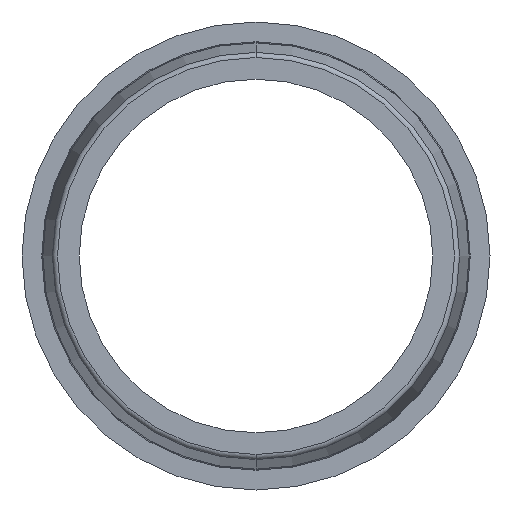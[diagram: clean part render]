
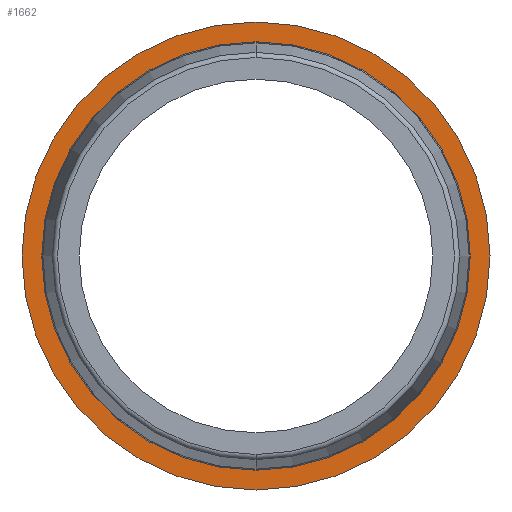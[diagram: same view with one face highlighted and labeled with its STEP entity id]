
A CAD part, front view. The second image highlights one B-rep face of the part: STEP entity #1662.
In plain terms, the highlighted planar face has unit normal (0, -1, 0).
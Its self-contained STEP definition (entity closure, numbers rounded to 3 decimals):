
#40 = CIRCLE ( 'NONE', #133, 22.5 ) ;
#42 = EDGE_CURVE ( 'NONE', #668, #269, #40, .T. ) ;
#104 = DIRECTION ( 'NONE',  ( 0., 0., 1. ) ) ;
#109 = CARTESIAN_POINT ( 'NONE',  ( 0., -1.5, 0. ) ) ;
#113 = AXIS2_PLACEMENT_3D ( 'NONE', #443, #1452, #602 ) ;
#133 = AXIS2_PLACEMENT_3D ( 'NONE', #1852, #991, #104 ) ;
#260 = DIRECTION ( 'NONE',  ( 0., 0., 1. ) ) ;
#269 = VERTEX_POINT ( 'NONE', #1822 ) ;
#285 = ORIENTED_EDGE ( 'NONE', *, *, #1102, .F. ) ;
#424 = CIRCLE ( 'NONE', #113, 20.6 ) ;
#443 = CARTESIAN_POINT ( 'NONE',  ( 0., -1.5, 0. ) ) ;
#468 = DIRECTION ( 'NONE',  ( 0., -1., 0. ) ) ;
#516 = FACE_OUTER_BOUND ( 'NONE', #1693, .T. ) ;
#602 = DIRECTION ( 'NONE',  ( 0., 0., 1. ) ) ;
#617 = CARTESIAN_POINT ( 'NONE',  ( 0., -1.5, -20.6 ) ) ;
#661 = ORIENTED_EDGE ( 'NONE', *, *, #699, .F. ) ;
#668 = VERTEX_POINT ( 'NONE', #1536 ) ;
#699 = EDGE_CURVE ( 'NONE', #269, #668, #872, .T. ) ;
#785 = AXIS2_PLACEMENT_3D ( 'NONE', #1320, #468, #1471 ) ;
#872 = CIRCLE ( 'NONE', #1795, 22.5 ) ;
#991 = DIRECTION ( 'NONE',  ( 0., 1., 0. ) ) ;
#999 = DIRECTION ( 'NONE',  ( 0., 0., 1. ) ) ;
#1102 = EDGE_CURVE ( 'NONE', #1221, #1214, #424, .T. ) ;
#1136 = DIRECTION ( 'NONE',  ( 0., 1., 0. ) ) ;
#1214 = VERTEX_POINT ( 'NONE', #617 ) ;
#1221 = VERTEX_POINT ( 'NONE', #1476 ) ;
#1258 = CIRCLE ( 'NONE', #785, 20.6 ) ;
#1266 = FACE_BOUND ( 'NONE', #1298, .T. ) ;
#1298 = EDGE_LOOP ( 'NONE', ( #285, #1366 ) ) ;
#1309 = AXIS2_PLACEMENT_3D ( 'NONE', #1577, #1861, #999 ) ;
#1320 = CARTESIAN_POINT ( 'NONE',  ( 0., -1.5, 0. ) ) ;
#1366 = ORIENTED_EDGE ( 'NONE', *, *, #1387, .F. ) ;
#1387 = EDGE_CURVE ( 'NONE', #1214, #1221, #1258, .T. ) ;
#1418 = PLANE ( 'NONE',  #1309 ) ;
#1452 = DIRECTION ( 'NONE',  ( 0., -1., 0. ) ) ;
#1471 = DIRECTION ( 'NONE',  ( 0., 0., 1. ) ) ;
#1476 = CARTESIAN_POINT ( 'NONE',  ( 0., -1.5, 20.6 ) ) ;
#1536 = CARTESIAN_POINT ( 'NONE',  ( 0., -1.5, 22.5 ) ) ;
#1577 = CARTESIAN_POINT ( 'NONE',  ( 0., -1.5, 0. ) ) ;
#1662 = ADVANCED_FACE ( 'NONE', ( #1266, #516 ), #1418, .F. ) ;
#1693 = EDGE_LOOP ( 'NONE', ( #1776, #661 ) ) ;
#1776 = ORIENTED_EDGE ( 'NONE', *, *, #42, .F. ) ;
#1795 = AXIS2_PLACEMENT_3D ( 'NONE', #109, #1136, #260 ) ;
#1822 = CARTESIAN_POINT ( 'NONE',  ( 0., -1.5, -22.5 ) ) ;
#1852 = CARTESIAN_POINT ( 'NONE',  ( 0., -1.5, 0. ) ) ;
#1861 = DIRECTION ( 'NONE',  ( 0., 1., 0. ) ) ;
